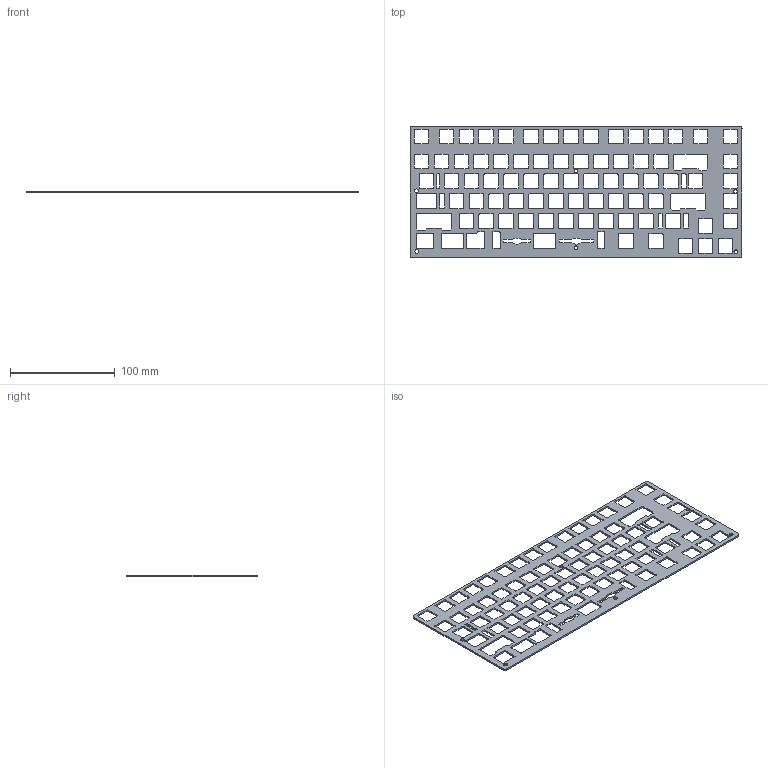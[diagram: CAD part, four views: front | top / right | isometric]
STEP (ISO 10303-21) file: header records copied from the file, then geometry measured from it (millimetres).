
FILE_DESCRIPTION(('KiCad electronic assembly'),'2;1');
FILE_NAME('lckplate.step','2023-04-12T10:33:41',('Pcbnew'),('Kicad'), 'Open CASCADE STEP processor 7.5','KiCad to STEP converter','Unknown' );
FILE_SCHEMA(('AUTOMOTIVE_DESIGN { 1 0 10303 214 1 1 1 1 }'));
Length unit declared in the file: millimetre
Products named in the file (2): lckplate 1; _autosave-lckplate PCB
Assembly tree (1 placements, depth 2):
  lckplate 1
    _autosave-lckplate PCB
Bounding box: 317.28 x 125.3 x 1.6 mm (x, y, z)
Volume: 34604.7 mm3; surface area: 52935.7 mm2
Topology: 1 solids, 1 shells, 802 faces, 2400 edges, 1600 vertices
Faces by surface type: cylinder 406, plane 396
Full cylindrical faces by diameter (mm): 3.6 x6
Entity records: 58871 total; most frequent: DIRECTION 9620, CARTESIAN_POINT 9604, LINE 5576, VECTOR 5576, ORIENTED_EDGE 4800, PCURVE 4800, DEFINITIONAL_REPRESENTATION 4800, EDGE_CURVE 2400
